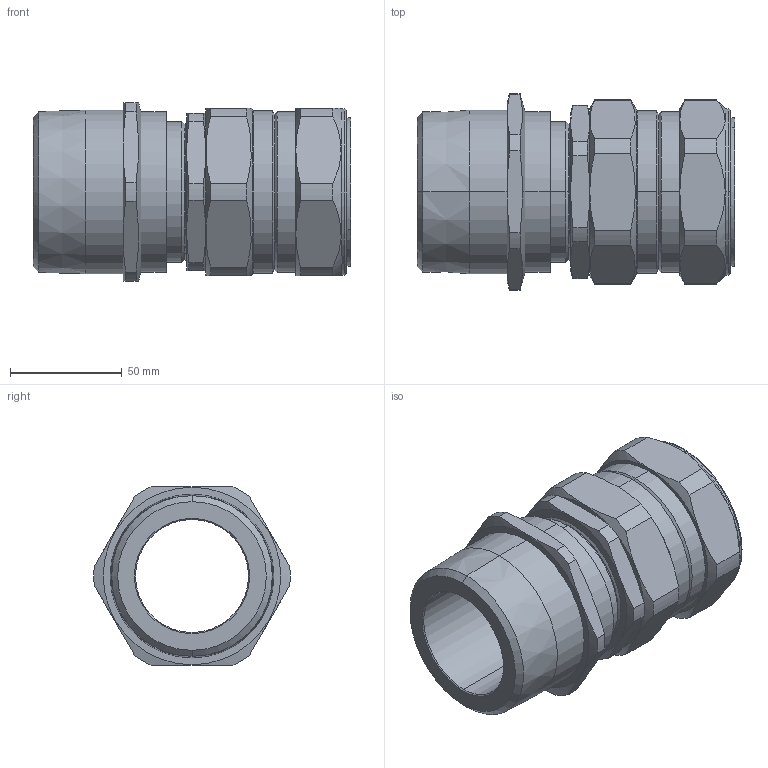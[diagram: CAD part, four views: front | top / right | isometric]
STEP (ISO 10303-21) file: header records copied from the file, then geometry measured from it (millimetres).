
FILE_DESCRIPTION (( 'STEP AP203' ), '1' );
FILE_NAME ('63SE%1RA037.STEP', '2021-04-21T10:35:55', ( '' ), ( '' ), 'SwSTEP 2.0', 'SolidWorks 2017', '' );
FILE_SCHEMA (( 'CONFIG_CONTROL_DESIGN' ));
Length unit declared in the file: millimetre
Products named in the file (1): 63SE%1RA037
Bounding box: 142.2 x 87.96 x 80 mm (x, y, z)
Volume: 269059.5 mm3; surface area: 68867.2 mm2
Topology: 1 solids, 1 shells, 132 faces, 320 edges, 200 vertices
Faces by surface type: cylinder 48, cone 42, plane 36, torus 6
Entity records: 4361 total; most frequent: CARTESIAN_POINT 1201, DIRECTION 662, ORIENTED_EDGE 640, EDGE_CURVE 320, AXIS2_PLACEMENT_3D 277, VERTEX_POINT 200, CIRCLE 144, EDGE_LOOP 144
